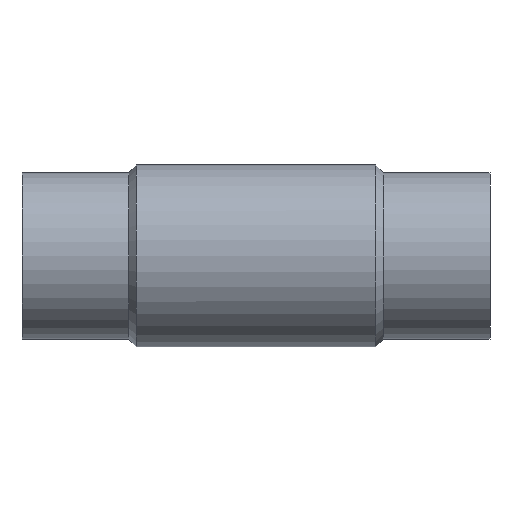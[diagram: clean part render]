
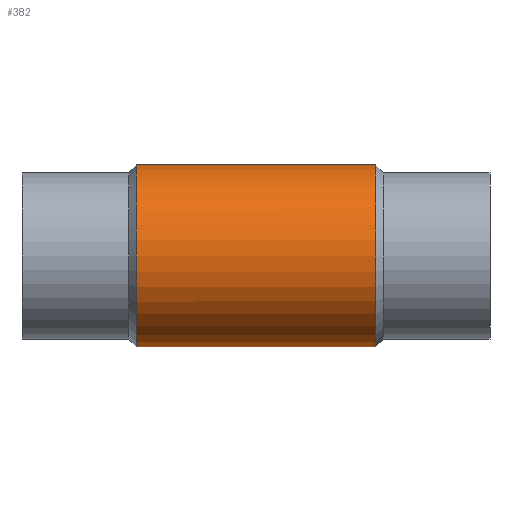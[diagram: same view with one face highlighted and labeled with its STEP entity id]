
A CAD part, front view. The second image highlights one B-rep face of the part: STEP entity #382.
In plain terms, the highlighted cylindrical face has radius 17.5 mm (diameter 35 mm), a full revolution.
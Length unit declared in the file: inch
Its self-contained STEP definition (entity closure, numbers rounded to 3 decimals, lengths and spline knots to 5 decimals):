
#1 = EDGE_LOOP ( 'NONE', ( #327, #316 ) ) ;
#2 = DIRECTION ( 'NONE',  ( 0., 1., 0. ) ) ;
#11 = CARTESIAN_POINT ( 'NONE',  ( -1.77165, 0., -0.68898 ) ) ;
#27 = CARTESIAN_POINT ( 'NONE',  ( -1.77165, 0., 0.68898 ) ) ;
#44 = CARTESIAN_POINT ( 'NONE',  ( -1.77165, 0., 0.68898 ) ) ;
#49 = CARTESIAN_POINT ( 'NONE',  ( -2.67717, 0.68898, 0. ) ) ;
#51 = CARTESIAN_POINT ( 'NONE',  ( -0.86614, 0.68898, 0. ) ) ;
#53 = DIRECTION ( 'NONE',  ( 0., 1., 0. ) ) ;
#71 = CIRCLE ( 'NONE', #305, 0.68898 ) ;
#73 = CARTESIAN_POINT ( 'NONE',  ( -0.3937, 1.37795, 0.68898 ) ) ;
#75 = CARTESIAN_POINT ( 'NONE',  ( -1.77165, 0., 0. ) ) ;
#76 = DIRECTION ( 'NONE',  ( -1., 0., 0. ) ) ;
#83 = EDGE_LOOP ( 'NONE', ( #161 ) ) ;
#90 = CARTESIAN_POINT ( 'NONE',  ( -1.77165, 0., -0.68898 ) ) ;
#92 = VERTEX_POINT ( 'NONE', #216 ) ;
#95 = CARTESIAN_POINT ( 'NONE',  ( -0.86614, 0., 0. ) ) ;
#99 = FACE_BOUND ( 'NONE', #1, .T. ) ;
#110 = CARTESIAN_POINT ( 'NONE',  ( -1.77165, 0., -0.68898 ) ) ;
#112 = CARTESIAN_POINT ( 'NONE',  ( -0.3937, 1.37795, -0.68898 ) ) ;
#118 = VERTEX_POINT ( 'NONE', #51 ) ;
#145 = DIRECTION ( 'NONE',  ( 1., 0., 0. ) ) ;
#146 = EDGE_LOOP ( 'NONE', ( #217 ) ) ;
#150 = VERTEX_POINT ( 'NONE', #11 ) ;
#152 = CIRCLE ( 'NONE', #167, 0.68898 ) ;
#161 = ORIENTED_EDGE ( 'NONE', *, *, #378, .F. ) ;
#167 = AXIS2_PLACEMENT_3D ( 'NONE', #95, #254, #2 ) ;
#183 = EDGE_CURVE ( 'NONE', #150, #92, #334, .T. ) ;
#191 =( BOUNDED_CURVE ( )  B_SPLINE_CURVE ( 3, ( #27, #248, #270, #90 ),
 .UNSPECIFIED., .F., .T. ) 
 B_SPLINE_CURVE_WITH_KNOTS ( ( 4, 4 ),
 ( 1.5708, 4.71239 ),
 .UNSPECIFIED. ) 
 CURVE ( )  GEOMETRIC_REPRESENTATION_ITEM ( )  RATIONAL_B_SPLINE_CURVE ( ( 1., 0.333, 0.333, 1. ) ) 
 REPRESENTATION_ITEM ( '' )  );
#216 = CARTESIAN_POINT ( 'NONE',  ( -1.77165, 0., 0.68898 ) ) ;
#217 = ORIENTED_EDGE ( 'NONE', *, *, #271, .F. ) ;
#221 = AXIS2_PLACEMENT_3D ( 'NONE', #75, #145, #245 ) ;
#224 = EDGE_CURVE ( 'NONE', #92, #150, #191, .T. ) ;
#245 = DIRECTION ( 'NONE',  ( 0., 0., -1. ) ) ;
#248 = CARTESIAN_POINT ( 'NONE',  ( -3.14961, 1.37795, 0.68898 ) ) ;
#254 = DIRECTION ( 'NONE',  ( 1., 0., 0. ) ) ;
#270 = CARTESIAN_POINT ( 'NONE',  ( -3.14961, 1.37795, -0.68898 ) ) ;
#271 = EDGE_CURVE ( 'NONE', #280, #280, #71, .T. ) ;
#280 = VERTEX_POINT ( 'NONE', #49 ) ;
#290 = CARTESIAN_POINT ( 'NONE',  ( -2.67717, 0., 0. ) ) ;
#304 = CYLINDRICAL_SURFACE ( 'NONE', #221, 0.68898 ) ;
#305 = AXIS2_PLACEMENT_3D ( 'NONE', #290, #76, #53 ) ;
#313 = FACE_OUTER_BOUND ( 'NONE', #83, .T. ) ;
#316 = ORIENTED_EDGE ( 'NONE', *, *, #183, .T. ) ;
#327 = ORIENTED_EDGE ( 'NONE', *, *, #224, .T. ) ;
#334 =( BOUNDED_CURVE ( )  B_SPLINE_CURVE ( 3, ( #110, #112, #73, #44 ),
 .UNSPECIFIED., .F., .T. ) 
 B_SPLINE_CURVE_WITH_KNOTS ( ( 4, 4 ),
 ( 1.5708, 4.71239 ),
 .UNSPECIFIED. ) 
 CURVE ( )  GEOMETRIC_REPRESENTATION_ITEM ( )  RATIONAL_B_SPLINE_CURVE ( ( 1., 0.333, 0.333, 1. ) ) 
 REPRESENTATION_ITEM ( '' )  );
#339 = FACE_OUTER_BOUND ( 'NONE', #146, .T. ) ;
#378 = EDGE_CURVE ( 'NONE', #118, #118, #152, .T. ) ;
#382 = ADVANCED_FACE ( 'NONE', ( #99, #339, #313 ), #304, .T. ) ;
